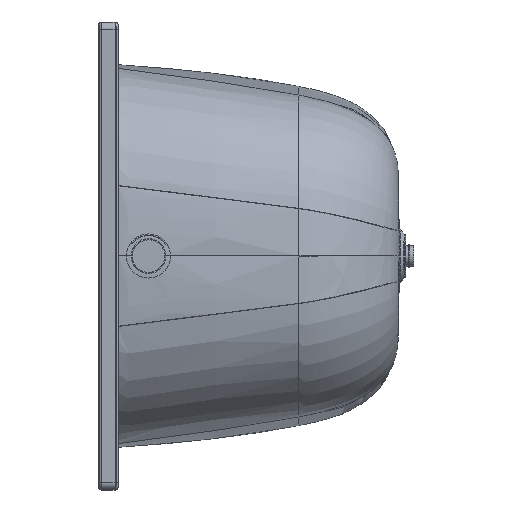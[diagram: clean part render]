
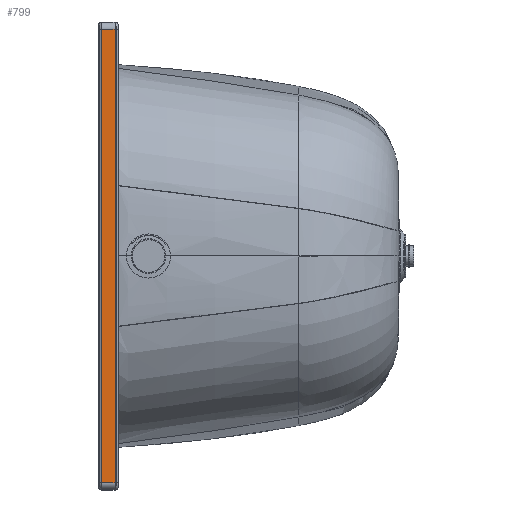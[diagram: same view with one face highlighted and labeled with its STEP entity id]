
A CAD part, left-side view. The second image highlights one B-rep face of the part: STEP entity #799.
In plain terms, the highlighted planar face has unit normal (-1, 0, 0).
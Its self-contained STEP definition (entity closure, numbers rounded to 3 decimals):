
#544=CARTESIAN_POINT('',(-320.,455.0,-339.5));
#545=VERTEX_POINT('',#544);
#546=CARTESIAN_POINT('',(-320.,435.0,-339.5));
#547=VERTEX_POINT('',#546);
#548=CARTESIAN_POINT('',(-320.,457.5,-339.5));
#549=DIRECTION('',(0.0,-1.0,0.0));
#550=VECTOR('',#549,1.0);
#551=LINE('',#548,#550);
#552=EDGE_CURVE('n� 5533',#545,#547,#551,.T.);
#746=CARTESIAN_POINT('',(-320.,455.0,339.5));
#747=VERTEX_POINT('',#746);
#755=CARTESIAN_POINT('',(-320.,435.0,339.5));
#756=VERTEX_POINT('',#755);
#757=CARTESIAN_POINT('',(-320.,457.5,339.5));
#758=DIRECTION('',(0.0,-1.0,0.0));
#759=VECTOR('',#758,1.0);
#760=LINE('',#757,#759);
#761=EDGE_CURVE('n� 5524',#747,#756,#760,.T.);
#778=ORIENTED_EDGE('',*,*,#761,.F.);
#779=CARTESIAN_POINT('',(-320.,455.0,339.5));
#780=DIRECTION('',(-0.0,0.0,-1.0));
#781=VECTOR('',#780,1.0);
#782=LINE('',#779,#781);
#783=EDGE_CURVE('n� 5535',#747,#545,#782,.T.);
#784=ORIENTED_EDGE('',*,*,#783,.T.);
#785=ORIENTED_EDGE('',*,*,#552,.T.);
#786=CARTESIAN_POINT('',(-320.,435.0,339.5));
#787=DIRECTION('',(0.0,0.0,1.0));
#788=VECTOR('',#787,1.0);
#789=LINE('',#786,#788);
#790=EDGE_CURVE('n� 4993',#547,#756,#789,.T.);
#791=ORIENTED_EDGE('',*,*,#790,.T.);
#792=EDGE_LOOP('',(#778,#784,#785,#791));
#793=FACE_OUTER_BOUND('',#792,.T.);
#794=CARTESIAN_POINT('',(-320.,457.5,339.5));
#795=DIRECTION('',(-1.0,0.0,0.0));
#796=DIRECTION('',(0.0,-0.0,1.0));
#797=AXIS2_PLACEMENT_3D('',#794,#795,#796);
#798=PLANE('',#797);
#799=ADVANCED_FACE('n� 2345',(#793),#798,.T.);
